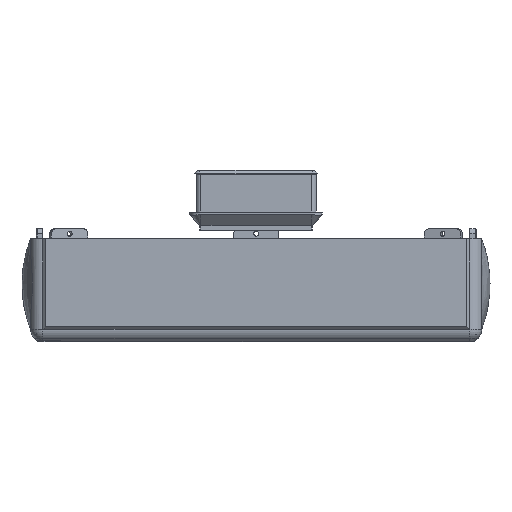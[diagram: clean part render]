
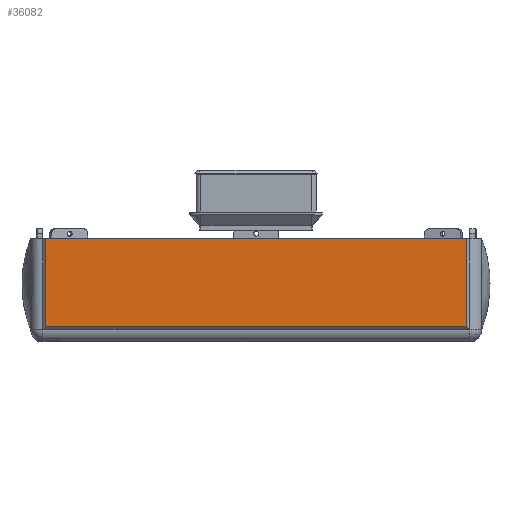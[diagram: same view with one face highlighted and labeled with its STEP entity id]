
A CAD part, front view. The second image highlights one B-rep face of the part: STEP entity #36082.
In plain terms, the highlighted planar face has unit normal (0, -1, 0).
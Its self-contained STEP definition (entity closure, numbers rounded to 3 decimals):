
#3721=FACE_OUTER_BOUND('',#5673,.T.);
#5673=EDGE_LOOP('',(#30070,#30071,#30072,#30073));
#8795=LINE('',#55993,#12715);
#9609=LINE('',#59101,#13529);
#9610=LINE('',#59104,#13530);
#9611=LINE('',#59105,#13531);
#12715=VECTOR('',#44340,10.);
#13529=VECTOR('',#46392,10.);
#13530=VECTOR('',#46395,10.);
#13531=VECTOR('',#46396,10.);
#16176=VERTEX_POINT('',#55990);
#16177=VERTEX_POINT('',#55992);
#16847=VERTEX_POINT('',#59099);
#16848=VERTEX_POINT('',#59103);
#20466=EDGE_CURVE('',#16176,#16177,#8795,.T.);
#21557=EDGE_CURVE('',#16847,#16176,#9609,.T.);
#21558=EDGE_CURVE('',#16177,#16848,#9610,.T.);
#21559=EDGE_CURVE('',#16847,#16848,#9611,.T.);
#30070=ORIENTED_EDGE('',*,*,#21558,.F.);
#30071=ORIENTED_EDGE('',*,*,#20466,.F.);
#30072=ORIENTED_EDGE('',*,*,#21557,.F.);
#30073=ORIENTED_EDGE('',*,*,#21559,.T.);
#34434=PLANE('',#38509);
#36082=ADVANCED_FACE('',(#3721),#34434,.T.);
#38509=AXIS2_PLACEMENT_3D('',#59102,#46393,#46394);
#44340=DIRECTION('',(-1.,0.,0.));
#46392=DIRECTION('',(0.,0.,-1.));
#46393=DIRECTION('center_axis',(0.,-1.,0.));
#46394=DIRECTION('ref_axis',(0.,0.,-1.));
#46395=DIRECTION('',(0.,0.,1.));
#46396=DIRECTION('',(-1.,0.,0.));
#55990=CARTESIAN_POINT('',(60.832,-132.505,5.071));
#55992=CARTESIAN_POINT('',(-111.168,-132.505,5.071));
#55993=CARTESIAN_POINT('',(-112.168,-132.505,5.071));
#59099=CARTESIAN_POINT('',(60.832,-132.505,41.));
#59101=CARTESIAN_POINT('',(60.832,-132.505,1.536));
#59102=CARTESIAN_POINT('Origin',(-112.168,-132.505,-1.));
#59103=CARTESIAN_POINT('',(-111.168,-132.505,41.));
#59104=CARTESIAN_POINT('',(-111.168,-132.505,20.));
#59105=CARTESIAN_POINT('',(-68.668,-132.505,41.));
